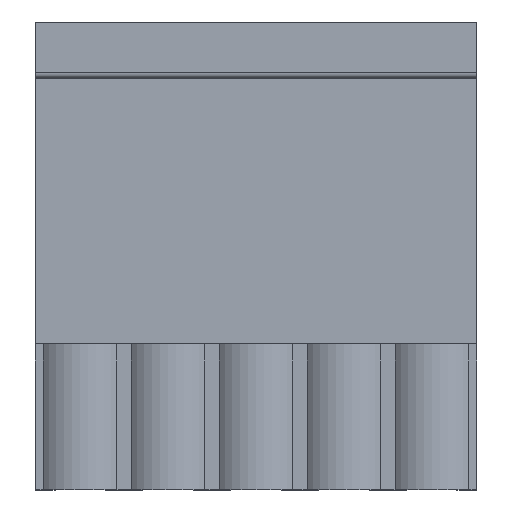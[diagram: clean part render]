
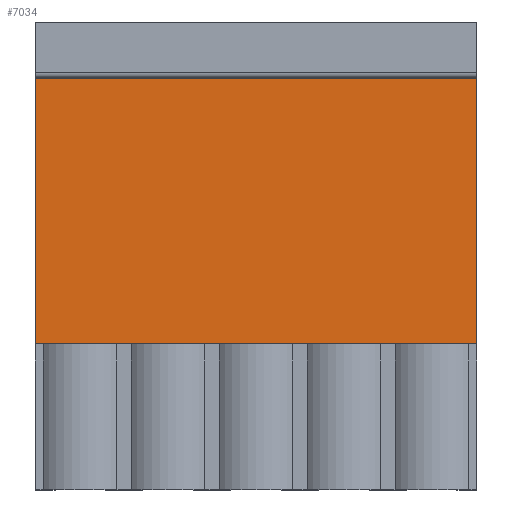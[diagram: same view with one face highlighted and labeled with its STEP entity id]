
A CAD part, top view. The second image highlights one B-rep face of the part: STEP entity #7034.
In plain terms, the highlighted planar face has unit normal (0, 0, 1).
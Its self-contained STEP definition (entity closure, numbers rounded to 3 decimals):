
#118=DIRECTION('',(0.,-1.,0.));
#119=VECTOR('',#118,15.1);
#120=CARTESIAN_POINT('',(0.,9.44,6.96));
#121=LINE('',#120,#119);
#179=DIRECTION('',(1.,0.,0.));
#180=VECTOR('',#179,25.1);
#181=CARTESIAN_POINT('',(0.,-5.66,6.96));
#182=LINE('',#181,#180);
#187=DIRECTION('',(0.,-1.,0.));
#188=VECTOR('',#187,15.1);
#189=CARTESIAN_POINT('',(25.1,9.44,6.96));
#190=LINE('',#189,#188);
#2198=DIRECTION('',(1.,0.,0.));
#2199=VECTOR('',#2198,25.1);
#2200=CARTESIAN_POINT('',(0.,9.44,6.96));
#2201=LINE('',#2200,#2199);
#3509=CARTESIAN_POINT('',(0.,9.44,6.96));
#3510=VERTEX_POINT('',#3509);
#3511=CARTESIAN_POINT('',(0.,-5.66,6.96));
#3512=VERTEX_POINT('',#3511);
#3565=CARTESIAN_POINT('',(25.1,9.44,6.96));
#3566=VERTEX_POINT('',#3565);
#3567=CARTESIAN_POINT('',(25.1,-5.66,6.96));
#3568=VERTEX_POINT('',#3567);
#7023=CARTESIAN_POINT('',(0.,9.44,6.96));
#7024=DIRECTION('',(0.,0.,1.));
#7025=DIRECTION('',(0.,-1.,0.));
#7026=AXIS2_PLACEMENT_3D('',#7023,#7024,#7025);
#7027=PLANE('',#7026);
#7028=ORIENTED_EDGE('',*,*,#4654,.F.);
#7029=ORIENTED_EDGE('',*,*,#7018,.T.);
#7030=ORIENTED_EDGE('',*,*,#4718,.T.);
#7031=ORIENTED_EDGE('',*,*,#4705,.F.);
#7032=EDGE_LOOP('',(#7028,#7029,#7030,#7031));
#7033=FACE_OUTER_BOUND('',#7032,.F.);
#7034=ADVANCED_FACE('',(#7033),#7027,.T.);
#4654=EDGE_CURVE('',#3510,#3512,#121,.T.);
#4705=EDGE_CURVE('',#3512,#3568,#182,.T.);
#4718=EDGE_CURVE('',#3566,#3568,#190,.T.);
#7018=EDGE_CURVE('',#3510,#3566,#2201,.T.);
